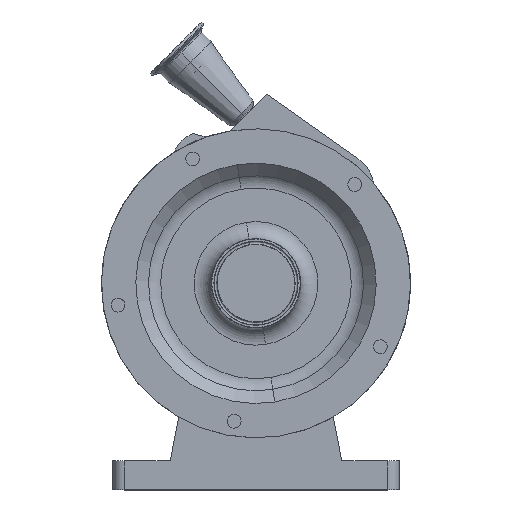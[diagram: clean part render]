
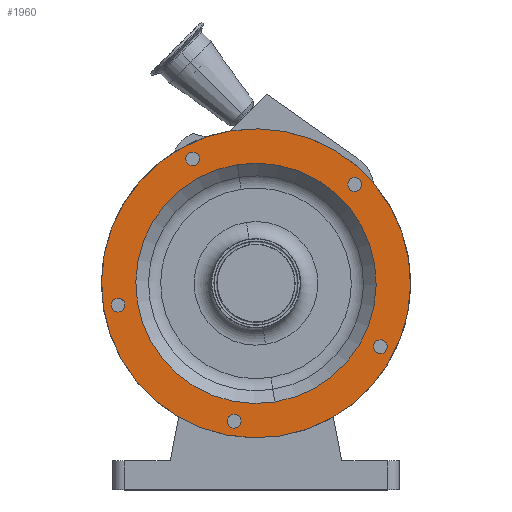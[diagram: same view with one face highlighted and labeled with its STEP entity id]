
A CAD part, top view. The second image highlights one B-rep face of the part: STEP entity #1960.
In plain terms, the highlighted planar face has unit normal (0, 0, 1).
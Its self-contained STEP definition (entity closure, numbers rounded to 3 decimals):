
#1461 = CARTESIAN_POINT ( 'NONE',  ( 111.427, -50.041, 200. ) ) ;
#1464 = CARTESIAN_POINT ( 'NONE',  ( 90.51, 82.024, 200. ) ) ;
#1469 = DIRECTION ( 'NONE',  ( -0.156, 0.988, 0. ) ) ;
#1487 = DIRECTION ( 'NONE',  ( 0., 0., 1. ) ) ;
#1489 = CARTESIAN_POINT ( 'NONE',  ( -120.498, -19.085, 200. ) ) ;
#1490 = AXIS2_PLACEMENT_3D ( 'NONE', #1489, #1487, #1469 ) ;
#1494 = CIRCLE ( 'NONE', #1490, 6. ) ;
#1502 = CARTESIAN_POINT ( 'NONE',  ( 16.426, -103.707, 200. ) ) ;
#1507 = CARTESIAN_POINT ( 'NONE',  ( -121.437, -13.159, 200. ) ) ;
#1523 = CARTESIAN_POINT ( 'NONE',  ( -119.559, -25.011, 200. ) ) ;
#1532 = CIRCLE ( 'NONE', #1578, 6. ) ;
#1537 = DIRECTION ( 'NONE',  ( 0.891, 0.454, 0. ) ) ;
#1538 = DIRECTION ( 'NONE',  ( 0., 0., 1. ) ) ;
#1540 = CARTESIAN_POINT ( 'NONE',  ( -55.387, 108.703, 200. ) ) ;
#1559 = CIRCLE ( 'NONE', #1582, 6. ) ;
#1567 = CARTESIAN_POINT ( 'NONE',  ( -19.085, -120.498, 200. ) ) ;
#1570 = CARTESIAN_POINT ( 'NONE',  ( -60.733, 105.979, 200. ) ) ;
#1578 = AXIS2_PLACEMENT_3D ( 'NONE', #1567, #1579, #1606 ) ;
#1579 = DIRECTION ( 'NONE',  ( 0., 0., 1. ) ) ;
#1581 = CARTESIAN_POINT ( 'NONE',  ( 82.024, 90.51, 200. ) ) ;
#1582 = AXIS2_PLACEMENT_3D ( 'NONE', #1540, #1538, #1537 ) ;
#1584 = CARTESIAN_POINT ( 'NONE',  ( -50.041, 111.427, 200. ) ) ;
#1606 = DIRECTION ( 'NONE',  ( -0.988, 0.156, 0. ) ) ;
#1852 = ORIENTED_EDGE ( 'NONE', *, *, #3223, .F. ) ;
#1854 = EDGE_CURVE ( 'NONE', #3129, #3125, #5950, .T. ) ;
#1855 = EDGE_LOOP ( 'NONE', ( #1950, #1852 ) ) ;
#1857 = EDGE_CURVE ( 'NONE', #3248, #3253, #5964, .T. ) ;
#1858 = ORIENTED_EDGE ( 'NONE', *, *, #1857, .F. ) ;
#1859 = EDGE_LOOP ( 'NONE', ( #1928, #1863 ) ) ;
#1860 = ORIENTED_EDGE ( 'NONE', *, *, #3236, .F. ) ;
#1861 = ORIENTED_EDGE ( 'NONE', *, *, #3089, .T. ) ;
#1862 = EDGE_LOOP ( 'NONE', ( #1946, #1860 ) ) ;
#1863 = ORIENTED_EDGE ( 'NONE', *, *, #3277, .F. ) ;
#1864 = ORIENTED_EDGE ( 'NONE', *, *, #3298, .F. ) ;
#1865 = ORIENTED_EDGE ( 'NONE', *, *, #1944, .F. ) ;
#1868 = EDGE_LOOP ( 'NONE', ( #1865, #1864 ) ) ;
#1880 = EDGE_CURVE ( 'NONE', #3233, #3268, #5985, .T. ) ;
#1924 = ORIENTED_EDGE ( 'NONE', *, *, #3288, .F. ) ;
#1925 = EDGE_LOOP ( 'NONE', ( #1858, #1924 ) ) ;
#1926 = EDGE_LOOP ( 'NONE', ( #1927, #1952 ) ) ;
#1927 = ORIENTED_EDGE ( 'NONE', *, *, #1956, .F. ) ;
#1928 = ORIENTED_EDGE ( 'NONE', *, *, #2008, .F. ) ;
#1929 = EDGE_LOOP ( 'NONE', ( #1861, #1951 ) ) ;
#1944 = EDGE_CURVE ( 'NONE', #3302, #3292, #6066, .T. ) ;
#1946 = ORIENTED_EDGE ( 'NONE', *, *, #1957, .F. ) ;
#1950 = ORIENTED_EDGE ( 'NONE', *, *, #1880, .F. ) ;
#1951 = ORIENTED_EDGE ( 'NONE', *, *, #1854, .T. ) ;
#1952 = ORIENTED_EDGE ( 'NONE', *, *, #3255, .F. ) ;
#1956 = EDGE_CURVE ( 'NONE', #3246, #3315, #6031, .T. ) ;
#1957 = EDGE_CURVE ( 'NONE', #3314, #3301, #5968, .T. ) ;
#1960 = ADVANCED_FACE ( 'NONE', ( #6095, #5990, #6098, #6082, #6094, #5960, #6126 ), #6112, .F. ) ;
#2008 = EDGE_CURVE ( 'NONE', #3267, #3269, #6104, .T. ) ;
#2190 = DIRECTION ( 'NONE',  ( 0.707, -0.707, 0. ) ) ;
#2192 = DIRECTION ( 'NONE',  ( -0.156, 0.988, 0. ) ) ;
#2193 = DIRECTION ( 'NONE',  ( 0., 0., 1. ) ) ;
#2197 = CARTESIAN_POINT ( 'NONE',  ( 0., 0., 200. ) ) ;
#2203 = CARTESIAN_POINT ( 'NONE',  ( -16.426, 103.707, 200. ) ) ;
#2206 = CARTESIAN_POINT ( 'NONE',  ( -25.011, -119.559, 200. ) ) ;
#2213 = AXIS2_PLACEMENT_3D ( 'NONE', #2217, #2240, #2190 ) ;
#2217 = CARTESIAN_POINT ( 'NONE',  ( 86.267, 86.267, 200. ) ) ;
#2221 = CARTESIAN_POINT ( 'NONE',  ( 105.979, -60.733, 200. ) ) ;
#2227 = DIRECTION ( 'NONE',  ( -0.454, -0.891, 0. ) ) ;
#2228 = DIRECTION ( 'NONE',  ( 0., 0., 1. ) ) ;
#2229 = CARTESIAN_POINT ( 'NONE',  ( 108.703, -55.387, 200. ) ) ;
#2230 = AXIS2_PLACEMENT_3D ( 'NONE', #2229, #2228, #2227 ) ;
#2231 = CARTESIAN_POINT ( 'NONE',  ( -13.159, -121.437, 200. ) ) ;
#2235 = CIRCLE ( 'NONE', #2230, 6. ) ;
#2238 = CIRCLE ( 'NONE', #2213, 6. ) ;
#2240 = DIRECTION ( 'NONE',  ( 0., 0., 1. ) ) ;
#2241 = AXIS2_PLACEMENT_3D ( 'NONE', #2197, #2193, #2192 ) ;
#2251 = CIRCLE ( 'NONE', #2241, 105. ) ;
#3089 = EDGE_CURVE ( 'NONE', #3125, #3129, #8303, .T. ) ;
#3125 = VERTEX_POINT ( 'NONE', #8024 ) ;
#3129 = VERTEX_POINT ( 'NONE', #8069 ) ;
#3223 = EDGE_CURVE ( 'NONE', #3268, #3233, #2251, .T. ) ;
#3233 = VERTEX_POINT ( 'NONE', #2203 ) ;
#3236 = EDGE_CURVE ( 'NONE', #3301, #3314, #2238, .T. ) ;
#3246 = VERTEX_POINT ( 'NONE', #2221 ) ;
#3248 = VERTEX_POINT ( 'NONE', #2206 ) ;
#3253 = VERTEX_POINT ( 'NONE', #2231 ) ;
#3255 = EDGE_CURVE ( 'NONE', #3315, #3246, #2235, .T. ) ;
#3267 = VERTEX_POINT ( 'NONE', #1507 ) ;
#3268 = VERTEX_POINT ( 'NONE', #1502 ) ;
#3269 = VERTEX_POINT ( 'NONE', #1523 ) ;
#3277 = EDGE_CURVE ( 'NONE', #3269, #3267, #1494, .T. ) ;
#3288 = EDGE_CURVE ( 'NONE', #3253, #3248, #1532, .T. ) ;
#3292 = VERTEX_POINT ( 'NONE', #1570 ) ;
#3298 = EDGE_CURVE ( 'NONE', #3292, #3302, #1559, .T. ) ;
#3301 = VERTEX_POINT ( 'NONE', #1581 ) ;
#3302 = VERTEX_POINT ( 'NONE', #1584 ) ;
#3314 = VERTEX_POINT ( 'NONE', #1464 ) ;
#3315 = VERTEX_POINT ( 'NONE', #1461 ) ;
#5934 = CARTESIAN_POINT ( 'NONE',  ( 86.267, 86.267, 200. ) ) ;
#5940 = AXIS2_PLACEMENT_3D ( 'NONE', #5934, #5952, #6021 ) ;
#5943 = AXIS2_PLACEMENT_3D ( 'NONE', #6148, #6147, #6152 ) ;
#5950 = CIRCLE ( 'NONE', #5959, 135. ) ;
#5952 = DIRECTION ( 'NONE',  ( 0., 0., 1. ) ) ;
#5956 = DIRECTION ( 'NONE',  ( -0.156, 0.988, 0. ) ) ;
#5957 = DIRECTION ( 'NONE',  ( 0., 0., 1. ) ) ;
#5958 = CARTESIAN_POINT ( 'NONE',  ( 0., 0., 200. ) ) ;
#5959 = AXIS2_PLACEMENT_3D ( 'NONE', #5958, #5957, #5956 ) ;
#5960 = FACE_OUTER_BOUND ( 'NONE', #1929, .T. ) ;
#5963 = CARTESIAN_POINT ( 'NONE',  ( -19.085, -120.498, 200. ) ) ;
#5964 = CIRCLE ( 'NONE', #6000, 6. ) ;
#5966 = DIRECTION ( 'NONE',  ( 0., 0., 1. ) ) ;
#5968 = CIRCLE ( 'NONE', #5940, 6. ) ;
#5973 = DIRECTION ( 'NONE',  ( -0.156, 0.988, 0. ) ) ;
#5974 = DIRECTION ( 'NONE',  ( 0., 0., 1. ) ) ;
#5975 = CARTESIAN_POINT ( 'NONE',  ( 0., 0., 200. ) ) ;
#5976 = AXIS2_PLACEMENT_3D ( 'NONE', #5975, #5974, #5973 ) ;
#5979 = DIRECTION ( 'NONE',  ( -0.988, 0.156, 0. ) ) ;
#5985 = CIRCLE ( 'NONE', #5976, 105. ) ;
#5990 = FACE_BOUND ( 'NONE', #1862, .T. ) ;
#6000 = AXIS2_PLACEMENT_3D ( 'NONE', #5963, #5966, #5979 ) ;
#6004 = DIRECTION ( 'NONE',  ( 0., 0., 1. ) ) ;
#6005 = CARTESIAN_POINT ( 'NONE',  ( 108.703, -55.387, 200. ) ) ;
#6021 = DIRECTION ( 'NONE',  ( 0.707, -0.707, 0. ) ) ;
#6025 = AXIS2_PLACEMENT_3D ( 'NONE', #6005, #6004, #6026 ) ;
#6026 = DIRECTION ( 'NONE',  ( -0.454, -0.891, 0. ) ) ;
#6031 = CIRCLE ( 'NONE', #6025, 6. ) ;
#6059 = CARTESIAN_POINT ( 'NONE',  ( -55.387, 108.703, 200. ) ) ;
#6066 = CIRCLE ( 'NONE', #6081, 6. ) ;
#6081 = AXIS2_PLACEMENT_3D ( 'NONE', #6059, #6085, #6084 ) ;
#6082 = FACE_BOUND ( 'NONE', #1925, .T. ) ;
#6084 = DIRECTION ( 'NONE',  ( 0.891, 0.454, 0. ) ) ;
#6085 = DIRECTION ( 'NONE',  ( 0., 0., 1. ) ) ;
#6094 = FACE_BOUND ( 'NONE', #1859, .T. ) ;
#6095 = FACE_BOUND ( 'NONE', #1868, .T. ) ;
#6098 = FACE_BOUND ( 'NONE', #1926, .T. ) ;
#6104 = CIRCLE ( 'NONE', #5943, 6. ) ;
#6105 = DIRECTION ( 'NONE',  ( 0., 0., -1. ) ) ;
#6112 = PLANE ( 'NONE',  #6131 ) ;
#6121 = DIRECTION ( 'NONE',  ( 0.156, -0.988, 0. ) ) ;
#6126 = FACE_BOUND ( 'NONE', #1855, .T. ) ;
#6131 = AXIS2_PLACEMENT_3D ( 'NONE', #6135, #6105, #6121 ) ;
#6135 = CARTESIAN_POINT ( 'NONE',  ( -38.52, -6.101, 200. ) ) ;
#6147 = DIRECTION ( 'NONE',  ( 0., 0., 1. ) ) ;
#6148 = CARTESIAN_POINT ( 'NONE',  ( -120.498, -19.085, 200. ) ) ;
#6152 = DIRECTION ( 'NONE',  ( -0.156, 0.988, 0. ) ) ;
#8024 = CARTESIAN_POINT ( 'NONE',  ( -21.119, 133.338, 200. ) ) ;
#8069 = CARTESIAN_POINT ( 'NONE',  ( 21.119, -133.338, 200. ) ) ;
#8283 = AXIS2_PLACEMENT_3D ( 'NONE', #8291, #8310, #8309 ) ;
#8291 = CARTESIAN_POINT ( 'NONE',  ( 0., 0., 200. ) ) ;
#8303 = CIRCLE ( 'NONE', #8283, 135. ) ;
#8309 = DIRECTION ( 'NONE',  ( -0.156, 0.988, 0. ) ) ;
#8310 = DIRECTION ( 'NONE',  ( 0., 0., 1. ) ) ;
